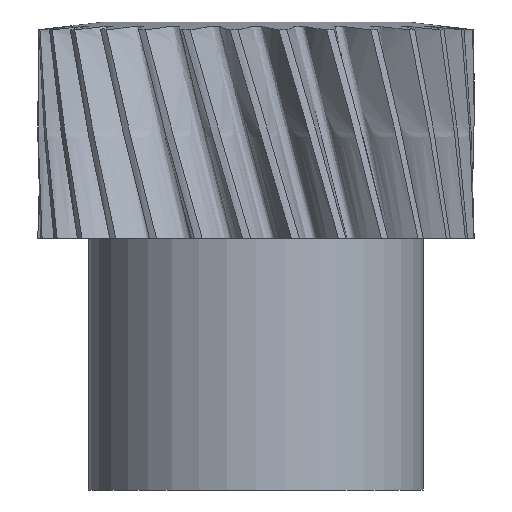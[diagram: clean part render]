
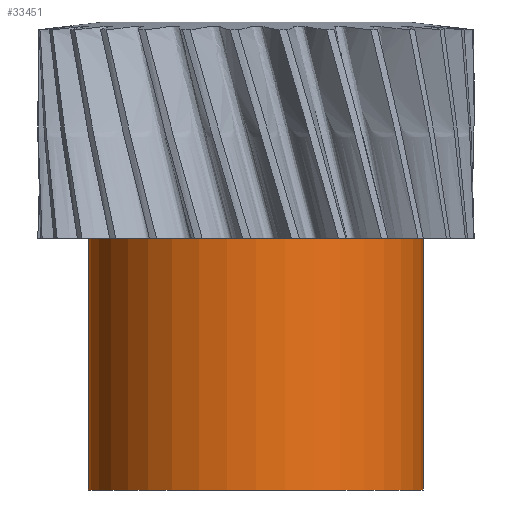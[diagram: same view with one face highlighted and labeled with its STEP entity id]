
A CAD part, front view. The second image highlights one B-rep face of the part: STEP entity #33451.
In plain terms, the highlighted cylindrical face has radius 6.3 mm (diameter 12.6 mm), a partial arc.
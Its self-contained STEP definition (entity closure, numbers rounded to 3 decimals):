
#29393 = AXIS2_PLACEMENT_3D ( 'NONE', #85009, #85011, #85013 ) ;
#29395 = AXIS2_PLACEMENT_3D ( 'NONE', #85027, #85029, #85031 ) ;
#33451 = ADVANCED_FACE ( 'NONE', ( #72882 ), #72895, .T. ) ;
#47223 = VERTEX_POINT ( 'NONE', #72172 ) ;
#47224 = VERTEX_POINT ( 'NONE', #72174 ) ;
#47227 = VERTEX_POINT ( 'NONE', #72180 ) ;
#47229 = VERTEX_POINT ( 'NONE', #72184 ) ;
#47441 = EDGE_LOOP ( 'NONE', ( #126768, #126767, #126766, #126765 ) ) ;
#51042 = EDGE_CURVE ( 'NONE', #47229, #47224, #73105, .T. ) ;
#72076 = DIRECTION ( 'NONE',  ( 0., 0., 1. ) ) ;
#72078 = DIRECTION ( 'NONE',  ( 1., 0., 0. ) ) ;
#72081 = CARTESIAN_POINT ( 'NONE',  ( 0., 0., -13.535 ) ) ;
#72172 = CARTESIAN_POINT ( 'NONE',  ( 6.3, 0., -4.065 ) ) ;
#72174 = CARTESIAN_POINT ( 'NONE',  ( -6.3, 0., -4.065 ) ) ;
#72180 = CARTESIAN_POINT ( 'NONE',  ( 6.3, 0., -13.535 ) ) ;
#72184 = CARTESIAN_POINT ( 'NONE',  ( -6.3, 0., -13.535 ) ) ;
#72882 = FACE_OUTER_BOUND ( 'NONE', #47441, .T. ) ;
#72895 = CYLINDRICAL_SURFACE ( 'NONE', #108208, 6.3 ) ;
#73105 = LINE ( 'NONE', #75831, #73119 ) ;
#73119 = VECTOR ( 'NONE', #75666, 1000. ) ;
#73122 = LINE ( 'NONE', #75844, #73129 ) ;
#73129 = VECTOR ( 'NONE', #75829, 1000. ) ;
#75666 = DIRECTION ( 'NONE',  ( 0., 0., 1. ) ) ;
#75829 = DIRECTION ( 'NONE',  ( 0., 0., 1. ) ) ;
#75831 = CARTESIAN_POINT ( 'NONE',  ( -6.3, 0., -13.535 ) ) ;
#75844 = CARTESIAN_POINT ( 'NONE',  ( 6.3, 0., -13.535 ) ) ;
#85009 = CARTESIAN_POINT ( 'NONE',  ( 0., 0., -4.065 ) ) ;
#85011 = DIRECTION ( 'NONE',  ( 0., 0., -1. ) ) ;
#85013 = DIRECTION ( 'NONE',  ( 1., 0., 0. ) ) ;
#85027 = CARTESIAN_POINT ( 'NONE',  ( 0., 0., -13.535 ) ) ;
#85029 = DIRECTION ( 'NONE',  ( 0., 0., -1. ) ) ;
#85031 = DIRECTION ( 'NONE',  ( -1., 0., 0. ) ) ;
#97178 = EDGE_CURVE ( 'NONE', #47227, #47223, #73122, .T. ) ;
#97266 = EDGE_CURVE ( 'NONE', #47223, #47224, #133433, .T. ) ;
#97268 = EDGE_CURVE ( 'NONE', #47227, #47229, #133437, .T. ) ;
#108208 = AXIS2_PLACEMENT_3D ( 'NONE', #72081, #72076, #72078 ) ;
#126765 = ORIENTED_EDGE ( 'NONE', *, *, #97266, .T. ) ;
#126766 = ORIENTED_EDGE ( 'NONE', *, *, #97178, .T. ) ;
#126767 = ORIENTED_EDGE ( 'NONE', *, *, #97268, .F. ) ;
#126768 = ORIENTED_EDGE ( 'NONE', *, *, #51042, .F. ) ;
#133433 = CIRCLE ( 'NONE', #29393, 6.3 ) ;
#133437 = CIRCLE ( 'NONE', #29395, 6.3 ) ;
